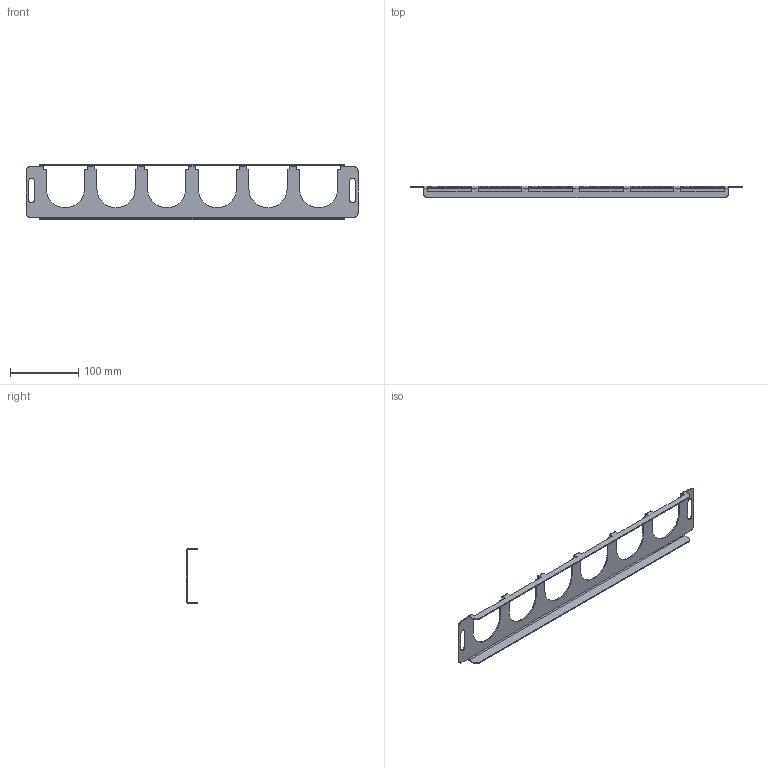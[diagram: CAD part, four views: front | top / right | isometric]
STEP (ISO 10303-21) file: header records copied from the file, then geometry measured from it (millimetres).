
FILE_DESCRIPTION (( 'STEP AP214' ), '1' );
FILE_NAME ('923.709.STEP', '2024-09-18T11:45:23', ( '' ), ( '' ), 'SwSTEP 2.0', 'SolidWorks 2021', '' );
FILE_SCHEMA (( 'AUTOMOTIVE_DESIGN' ));
Length unit declared in the file: millimetre
Products named in the file (1): 923.709
Bounding box: 485 x 17 x 80 mm (x, y, z)
Volume: 43912.5 mm3; surface area: 62698.5 mm2
Topology: 1 solids, 1 shells, 150 faces, 420 edges, 260 vertices
Faces by surface type: plane 90, cylinder 60
Entity records: 4830 total; most frequent: DIRECTION 842, ORIENTED_EDGE 840, CARTESIAN_POINT 831, EDGE_CURVE 420, VECTOR 300, LINE 300, AXIS2_PLACEMENT_3D 271, VERTEX_POINT 260
